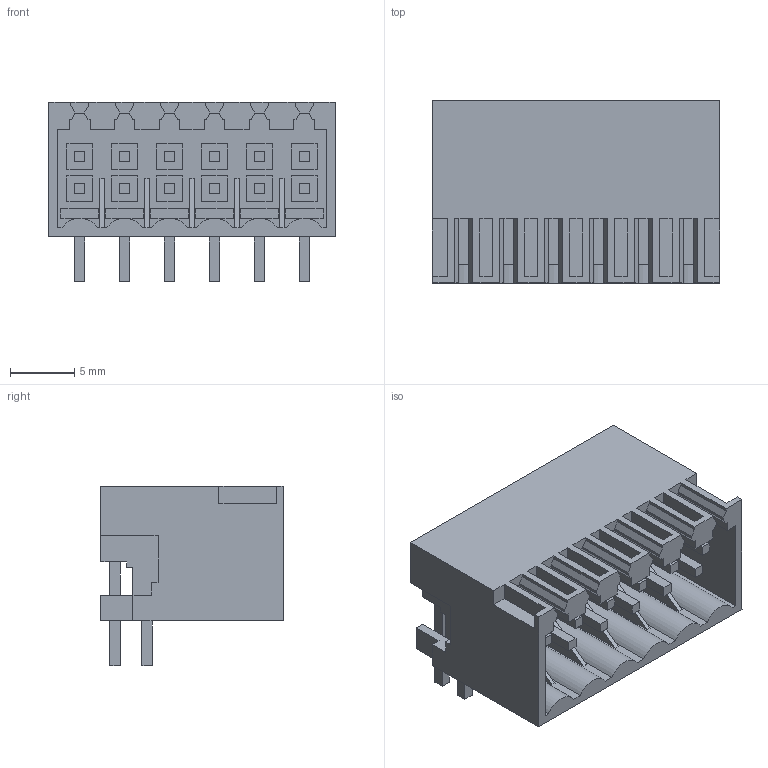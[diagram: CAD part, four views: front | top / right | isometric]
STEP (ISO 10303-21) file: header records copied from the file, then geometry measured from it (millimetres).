
FILE_DESCRIPTION(('CATIA V5 STEP Exchange','CAx-IF Rec.Pracs.--- Model Styling and Organization---1.4--- 2014-01-23'),'2;1');
FILE_NAME ('D1455046_0_1727860000_1727860000.stp','2019-02-21T14:36:06+00:00',('none'),('Weidmueller'),'CATIA Version 5-6 Release 2016 SP3 HF44','CATIA V5 STEP AP214','none');
FILE_SCHEMA(('AUTOMOTIVE_DESIGN { 1 0 10303 214 1 1 1 1 }'));
Length unit declared in the file: millimetre
Products named in the file (1): 1727860000
Bounding box: 22.4 x 14.2 x 14 mm (x, y, z)
Volume: 1565.2 mm3; surface area: 3435.9 mm2
Topology: 1 solids, 1 shells, 572 faces, 1696 edges, 1161 vertices
Faces by surface type: plane 560, cylinder 12
Entity records: 18248 total; most frequent: ORIENTED_EDGE 3392, CARTESIAN_POINT 3214, DIRECTION 2408, EDGE_CURVE 1696, VECTOR 1660, LINE 1660, VERTEX_POINT 1161, EDGE_LOOP 607
